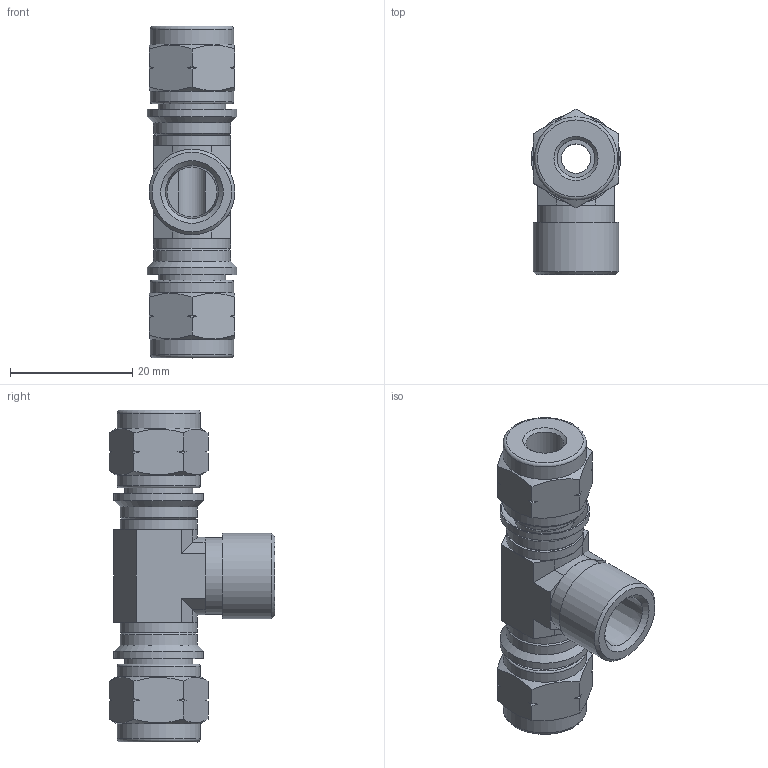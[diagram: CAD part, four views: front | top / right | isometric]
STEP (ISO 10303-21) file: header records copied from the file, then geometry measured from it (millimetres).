
FILE_DESCRIPTION(/* description */ (''),/* implementation_level */ '2;1');
FILE_NAME(/* name */ 'SFBTI-6M-2N.stp',/* time_stamp */ '2022-04-28T11:29:13+09:00',/* author */ ('user'),/* organization */ (''),/* preprocessor_version */ 'ST-DEVELOPER v18.1',/* originating_system */ 'Autodesk Inventor 2022',/* authorisation */ '');
FILE_SCHEMA (('AUTOMOTIVE_DESIGN { 1 0 10303 214 3 1 1 }'));
Length unit declared in the file: millimetre
Products named in the file (1): SFBT-6M-2N
Bounding box: 14.6 x 27.08 x 54.29 mm (x, y, z)
Volume: 7377.2 mm3; surface area: 5539.4 mm2
Topology: 1 solids, 1 shells, 116 faces, 271 edges, 170 vertices
Faces by surface type: plane 43, cone 43, cylinder 26, torus 4
Full cylindrical faces by diameter (mm): 4.8 x1, 6.2 x2, 8.2 x1, 9.3 x2, 9.8 x2, 11.112 x2, 12.6 x5, 13.6 x4, 14 x1, 14.6 x2
Entity records: 3282 total; most frequent: CARTESIAN_POINT 730, ORIENTED_EDGE 542, DIRECTION 515, EDGE_CURVE 271, AXIS2_PLACEMENT_3D 203, VERTEX_POINT 170, EDGE_LOOP 133, FACE_OUTER_BOUND 116
